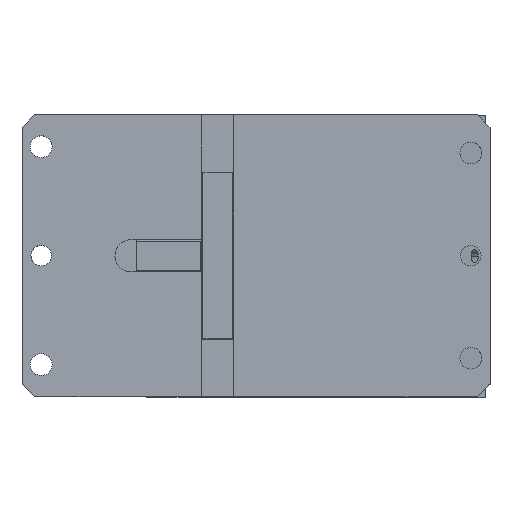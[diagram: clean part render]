
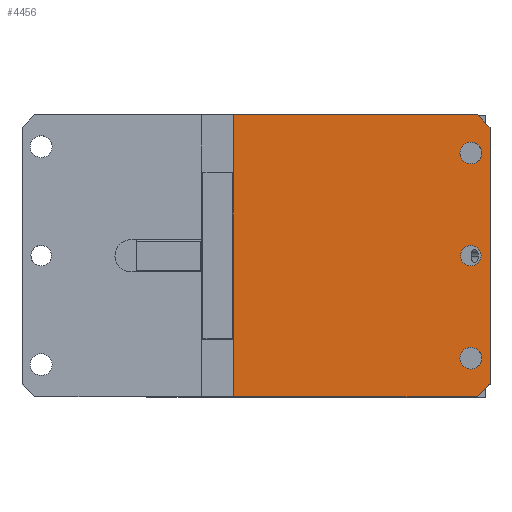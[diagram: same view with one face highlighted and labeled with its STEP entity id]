
A CAD part, top view. The second image highlights one B-rep face of the part: STEP entity #4456.
In plain terms, the highlighted planar face has unit normal (0, 0, 1).
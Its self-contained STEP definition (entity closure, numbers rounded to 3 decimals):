
#156=CARTESIAN_POINT('Axis2P3D Location',(-285.,-110.,255.)) ;
#2949=CARTESIAN_POINT('Vertex',(70.,110.,255.)) ;
#2952=CARTESIAN_POINT('Line Origine',(75.,105.,255.)) ;
#2956=CARTESIAN_POINT('Vertex',(80.,100.,255.)) ;
#2989=CARTESIAN_POINT('Vertex',(80.,-100.,255.)) ;
#2992=CARTESIAN_POINT('Line Origine',(75.,-105.,255.)) ;
#2996=CARTESIAN_POINT('Vertex',(70.,-110.,255.)) ;
#3016=CARTESIAN_POINT('Axis2P3D Location',(65.,-80.,255.)) ;
#3020=CARTESIAN_POINT('Vertex',(65.,-88.5,255.)) ;
#3022=CARTESIAN_POINT('Vertex',(65.,-71.5,255.)) ;
#3158=CARTESIAN_POINT('Axis2P3D Location',(65.,-80.,255.)) ;
#3175=CARTESIAN_POINT('Axis2P3D Location',(65.,80.,255.)) ;
#3179=CARTESIAN_POINT('Vertex',(65.,71.5,255.)) ;
#3181=CARTESIAN_POINT('Vertex',(65.,88.5,255.)) ;
#3317=CARTESIAN_POINT('Axis2P3D Location',(65.,80.,255.)) ;
#3612=CARTESIAN_POINT('Axis2P3D Location',(65.,0.,255.)) ;
#3616=CARTESIAN_POINT('Vertex',(65.,8.,255.)) ;
#3618=CARTESIAN_POINT('Vertex',(65.,-8.,255.)) ;
#3643=CARTESIAN_POINT('Axis2P3D Location',(65.,0.,255.)) ;
#4214=CARTESIAN_POINT('Vertex',(-120.,65.,255.)) ;
#4219=CARTESIAN_POINT('Line Origine',(-120.,87.5,255.)) ;
#4223=CARTESIAN_POINT('Vertex',(-120.,110.,255.)) ;
#4318=CARTESIAN_POINT('Vertex',(-120.,-65.,255.)) ;
#4321=CARTESIAN_POINT('Line Origine',(-120.,-64.4,255.)) ;
#4325=CARTESIAN_POINT('Vertex',(-120.,-63.8,255.)) ;
#4328=CARTESIAN_POINT('Line Origine',(-120.,0.,255.)) ;
#4332=CARTESIAN_POINT('Vertex',(-120.,63.8,255.)) ;
#4335=CARTESIAN_POINT('Line Origine',(-120.,64.4,255.)) ;
#4402=CARTESIAN_POINT('Vertex',(-120.,-110.,255.)) ;
#4405=CARTESIAN_POINT('Line Origine',(-120.,-87.5,255.)) ;
#4417=CARTESIAN_POINT('Line Origine',(-25.,110.,255.)) ;
#4422=CARTESIAN_POINT('Line Origine',(-25.,-110.,255.)) ;
#4427=CARTESIAN_POINT('Line Origine',(80.,0.,255.)) ;
#157=DIRECTION('Axis2P3D Direction',(0.,0.,-1.)) ;
#158=DIRECTION('Axis2P3D XDirection',(0.,1.,0.)) ;
#2953=DIRECTION('Vector Direction',(-0.707,0.707,0.)) ;
#2993=DIRECTION('Vector Direction',(0.707,0.707,0.)) ;
#3017=DIRECTION('Axis2P3D Direction',(0.,0.,-1.)) ;
#3159=DIRECTION('Axis2P3D Direction',(0.,0.,-1.)) ;
#3176=DIRECTION('Axis2P3D Direction',(0.,0.,-1.)) ;
#3318=DIRECTION('Axis2P3D Direction',(0.,0.,-1.)) ;
#3613=DIRECTION('Axis2P3D Direction',(0.,0.,-1.)) ;
#3644=DIRECTION('Axis2P3D Direction',(0.,0.,-1.)) ;
#4220=DIRECTION('Vector Direction',(0.,1.,0.)) ;
#4322=DIRECTION('Vector Direction',(0.,1.,0.)) ;
#4329=DIRECTION('Vector Direction',(0.,1.,0.)) ;
#4336=DIRECTION('Vector Direction',(0.,1.,0.)) ;
#4406=DIRECTION('Vector Direction',(0.,1.,0.)) ;
#4418=DIRECTION('Vector Direction',(-1.,0.,0.)) ;
#4423=DIRECTION('Vector Direction',(-1.,0.,0.)) ;
#4428=DIRECTION('Vector Direction',(0.,1.,0.)) ;
#159=AXIS2_PLACEMENT_3D('Plane Axis2P3D',#156,#157,#158) ;
#3018=AXIS2_PLACEMENT_3D('Circle Axis2P3D',#3016,#3017,$) ;
#3160=AXIS2_PLACEMENT_3D('Circle Axis2P3D',#3158,#3159,$) ;
#3177=AXIS2_PLACEMENT_3D('Circle Axis2P3D',#3175,#3176,$) ;
#3319=AXIS2_PLACEMENT_3D('Circle Axis2P3D',#3317,#3318,$) ;
#3614=AXIS2_PLACEMENT_3D('Circle Axis2P3D',#3612,#3613,$) ;
#3645=AXIS2_PLACEMENT_3D('Circle Axis2P3D',#3643,#3644,$) ;
#4433=ORIENTED_EDGE('',*,*,#4421,.T.) ;
#4434=ORIENTED_EDGE('',*,*,#4225,.F.) ;
#4435=ORIENTED_EDGE('',*,*,#4339,.F.) ;
#4436=ORIENTED_EDGE('',*,*,#4334,.F.) ;
#4437=ORIENTED_EDGE('',*,*,#4327,.F.) ;
#4438=ORIENTED_EDGE('',*,*,#4409,.F.) ;
#4439=ORIENTED_EDGE('',*,*,#4426,.F.) ;
#4440=ORIENTED_EDGE('',*,*,#2998,.T.) ;
#4441=ORIENTED_EDGE('',*,*,#4431,.T.) ;
#4442=ORIENTED_EDGE('',*,*,#2958,.T.) ;
#4445=ORIENTED_EDGE('',*,*,#3162,.T.) ;
#4446=ORIENTED_EDGE('',*,*,#3024,.T.) ;
#4449=ORIENTED_EDGE('',*,*,#3321,.T.) ;
#4450=ORIENTED_EDGE('',*,*,#3183,.T.) ;
#4453=ORIENTED_EDGE('',*,*,#3620,.F.) ;
#4454=ORIENTED_EDGE('',*,*,#3647,.F.) ;
#4447=FACE_BOUND('',#4444,.T.) ;
#4451=FACE_BOUND('',#4448,.T.) ;
#4455=FACE_BOUND('',#4452,.T.) ;
#2954=VECTOR('Line Direction',#2953,1.) ;
#2994=VECTOR('Line Direction',#2993,1.) ;
#4221=VECTOR('Line Direction',#4220,1.) ;
#4323=VECTOR('Line Direction',#4322,1.) ;
#4330=VECTOR('Line Direction',#4329,1.) ;
#4337=VECTOR('Line Direction',#4336,1.) ;
#4407=VECTOR('Line Direction',#4406,1.) ;
#4419=VECTOR('Line Direction',#4418,1.) ;
#4424=VECTOR('Line Direction',#4423,1.) ;
#4429=VECTOR('Line Direction',#4428,1.) ;
#4456=ADVANCED_FACE('CAM HOLDER',(#4443,#4447,#4451,#4455),#160,.F.) ;
#3019=CIRCLE('generated circle',#3018,8.5) ;
#3161=CIRCLE('generated circle',#3160,8.5) ;
#3178=CIRCLE('generated circle',#3177,8.5) ;
#3320=CIRCLE('generated circle',#3319,8.5) ;
#3615=CIRCLE('generated circle',#3614,8.) ;
#3646=CIRCLE('generated circle',#3645,8.) ;
#2958=EDGE_CURVE('',#2957,#2950,#2955,.T.) ;
#2998=EDGE_CURVE('',#2997,#2990,#2995,.T.) ;
#3024=EDGE_CURVE('',#3021,#3023,#3019,.T.) ;
#3162=EDGE_CURVE('',#3023,#3021,#3161,.T.) ;
#3183=EDGE_CURVE('',#3180,#3182,#3178,.T.) ;
#3321=EDGE_CURVE('',#3182,#3180,#3320,.T.) ;
#3620=EDGE_CURVE('',#3617,#3619,#3615,.F.) ;
#3647=EDGE_CURVE('',#3619,#3617,#3646,.F.) ;
#4225=EDGE_CURVE('',#4215,#4224,#4222,.T.) ;
#4327=EDGE_CURVE('',#4319,#4326,#4324,.T.) ;
#4334=EDGE_CURVE('',#4326,#4333,#4331,.T.) ;
#4339=EDGE_CURVE('',#4333,#4215,#4338,.T.) ;
#4409=EDGE_CURVE('',#4403,#4319,#4408,.T.) ;
#4421=EDGE_CURVE('',#2950,#4224,#4420,.T.) ;
#4426=EDGE_CURVE('',#2997,#4403,#4425,.T.) ;
#4431=EDGE_CURVE('',#2990,#2957,#4430,.T.) ;
#4432=EDGE_LOOP('',(#4433,#4434,#4435,#4436,#4437,#4438,#4439,#4440,#4441,#4442)) ;
#4444=EDGE_LOOP('',(#4445,#4446)) ;
#4448=EDGE_LOOP('',(#4449,#4450)) ;
#4452=EDGE_LOOP('',(#4453,#4454)) ;
#4443=FACE_OUTER_BOUND('',#4432,.T.) ;
#2955=LINE('Line',#2952,#2954) ;
#2995=LINE('Line',#2992,#2994) ;
#4222=LINE('Line',#4219,#4221) ;
#4324=LINE('Line',#4321,#4323) ;
#4331=LINE('Line',#4328,#4330) ;
#4338=LINE('Line',#4335,#4337) ;
#4408=LINE('Line',#4405,#4407) ;
#4420=LINE('Line',#4417,#4419) ;
#4425=LINE('Line',#4422,#4424) ;
#4430=LINE('Line',#4427,#4429) ;
#160=PLANE('Plane',#159) ;
#2950=VERTEX_POINT('',#2949) ;
#2957=VERTEX_POINT('',#2956) ;
#2990=VERTEX_POINT('',#2989) ;
#2997=VERTEX_POINT('',#2996) ;
#3021=VERTEX_POINT('',#3020) ;
#3023=VERTEX_POINT('',#3022) ;
#3180=VERTEX_POINT('',#3179) ;
#3182=VERTEX_POINT('',#3181) ;
#3617=VERTEX_POINT('',#3616) ;
#3619=VERTEX_POINT('',#3618) ;
#4215=VERTEX_POINT('',#4214) ;
#4224=VERTEX_POINT('',#4223) ;
#4319=VERTEX_POINT('',#4318) ;
#4326=VERTEX_POINT('',#4325) ;
#4333=VERTEX_POINT('',#4332) ;
#4403=VERTEX_POINT('',#4402) ;
